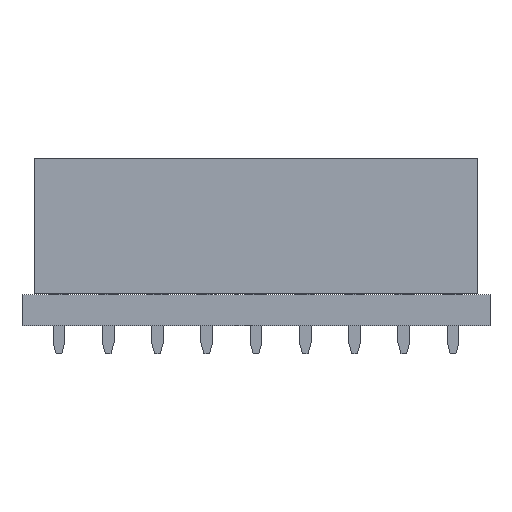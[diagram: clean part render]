
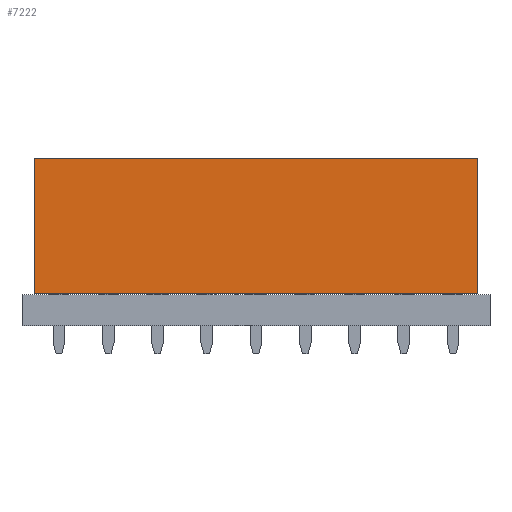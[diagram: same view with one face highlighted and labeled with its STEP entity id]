
A CAD part, left-side view. The second image highlights one B-rep face of the part: STEP entity #7222.
In plain terms, the highlighted planar face has unit normal (-1, 0, 0).
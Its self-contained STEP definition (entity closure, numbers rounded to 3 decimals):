
#3736 = PLANE('',#3737);
#3737 = AXIS2_PLACEMENT_3D('',#3738,#3739,#3740);
#3738 = CARTESIAN_POINT('',(-1.27,-21.59,0.));
#3739 = DIRECTION('',(0.,1.,0.));
#3740 = DIRECTION('',(1.,0.,0.));
#3764 = PLANE('',#3765);
#3765 = AXIS2_PLACEMENT_3D('',#3766,#3767,#3768);
#3766 = CARTESIAN_POINT('',(1.27,-21.59,7.));
#3767 = DIRECTION('',(0.,0.,-1.));
#3768 = DIRECTION('',(0.,-1.,0.));
#3792 = PLANE('',#3793);
#3793 = AXIS2_PLACEMENT_3D('',#3794,#3795,#3796);
#3794 = CARTESIAN_POINT('',(1.27,1.27,0.));
#3795 = DIRECTION('',(0.,-1.,0.));
#3796 = DIRECTION('',(-1.,0.,0.));
#3834 = VERTEX_POINT('',#3835);
#3835 = CARTESIAN_POINT('',(-1.27,-21.59,0.));
#3851 = PLANE('',#3852);
#3852 = AXIS2_PLACEMENT_3D('',#3853,#3854,#3855);
#3853 = CARTESIAN_POINT('',(1.27,-21.59,0.));
#3854 = DIRECTION('',(0.,0.,-1.));
#3855 = DIRECTION('',(0.,-1.,0.));
#3863 = EDGE_CURVE('',#3834,#3864,#3866,.T.);
#3864 = VERTEX_POINT('',#3865);
#3865 = CARTESIAN_POINT('',(-1.27,-21.59,7.));
#3866 = SURFACE_CURVE('',#3867,(#3871,#3878),.PCURVE_S1.);
#3867 = LINE('',#3868,#3869);
#3868 = CARTESIAN_POINT('',(-1.27,-21.59,0.));
#3869 = VECTOR('',#3870,1.);
#3870 = DIRECTION('',(0.,0.,1.));
#3871 = PCURVE('',#3736,#3872);
#3872 = DEFINITIONAL_REPRESENTATION('',(#3873),#3877);
#3873 = LINE('',#3874,#3875);
#3874 = CARTESIAN_POINT('',(0.,0.));
#3875 = VECTOR('',#3876,1.);
#3876 = DIRECTION('',(0.,-1.));
#3877 = ( GEOMETRIC_REPRESENTATION_CONTEXT(2) 
PARAMETRIC_REPRESENTATION_CONTEXT() REPRESENTATION_CONTEXT('2D SPACE',''
  ) );
#3878 = PCURVE('',#3879,#3884);
#3879 = PLANE('',#3880);
#3880 = AXIS2_PLACEMENT_3D('',#3881,#3882,#3883);
#3881 = CARTESIAN_POINT('',(-1.27,1.27,0.));
#3882 = DIRECTION('',(1.,0.,0.));
#3883 = DIRECTION('',(0.,-1.,0.));
#3884 = DEFINITIONAL_REPRESENTATION('',(#3885),#3889);
#3885 = LINE('',#3886,#3887);
#3886 = CARTESIAN_POINT('',(22.86,0.));
#3887 = VECTOR('',#3888,1.);
#3888 = DIRECTION('',(0.,-1.));
#3889 = ( GEOMETRIC_REPRESENTATION_CONTEXT(2) 
PARAMETRIC_REPRESENTATION_CONTEXT() REPRESENTATION_CONTEXT('2D SPACE',''
  ) );
#4046 = VERTEX_POINT('',#4047);
#4047 = CARTESIAN_POINT('',(-1.27,1.27,7.));
#4068 = EDGE_CURVE('',#4069,#4046,#4071,.T.);
#4069 = VERTEX_POINT('',#4070);
#4070 = CARTESIAN_POINT('',(-1.27,1.27,0.));
#4071 = SURFACE_CURVE('',#4072,(#4076,#4083),.PCURVE_S1.);
#4072 = LINE('',#4073,#4074);
#4073 = CARTESIAN_POINT('',(-1.27,1.27,0.));
#4074 = VECTOR('',#4075,1.);
#4075 = DIRECTION('',(0.,0.,1.));
#4076 = PCURVE('',#3792,#4077);
#4077 = DEFINITIONAL_REPRESENTATION('',(#4078),#4082);
#4078 = LINE('',#4079,#4080);
#4079 = CARTESIAN_POINT('',(2.54,0.));
#4080 = VECTOR('',#4081,1.);
#4081 = DIRECTION('',(0.,-1.));
#4082 = ( GEOMETRIC_REPRESENTATION_CONTEXT(2) 
PARAMETRIC_REPRESENTATION_CONTEXT() REPRESENTATION_CONTEXT('2D SPACE',''
  ) );
#4083 = PCURVE('',#3879,#4084);
#4084 = DEFINITIONAL_REPRESENTATION('',(#4085),#4089);
#4085 = LINE('',#4086,#4087);
#4086 = CARTESIAN_POINT('',(0.,0.));
#4087 = VECTOR('',#4088,1.);
#4088 = DIRECTION('',(0.,-1.));
#4089 = ( GEOMETRIC_REPRESENTATION_CONTEXT(2) 
PARAMETRIC_REPRESENTATION_CONTEXT() REPRESENTATION_CONTEXT('2D SPACE',''
  ) );
#4213 = EDGE_CURVE('',#4046,#3864,#4214,.T.);
#4214 = SURFACE_CURVE('',#4215,(#4219,#4226),.PCURVE_S1.);
#4215 = LINE('',#4216,#4217);
#4216 = CARTESIAN_POINT('',(-1.27,1.27,7.));
#4217 = VECTOR('',#4218,1.);
#4218 = DIRECTION('',(0.,-1.,0.));
#4219 = PCURVE('',#3764,#4220);
#4220 = DEFINITIONAL_REPRESENTATION('',(#4221),#4225);
#4221 = LINE('',#4222,#4223);
#4222 = CARTESIAN_POINT('',(-22.86,2.54));
#4223 = VECTOR('',#4224,1.);
#4224 = DIRECTION('',(1.,0.));
#4225 = ( GEOMETRIC_REPRESENTATION_CONTEXT(2) 
PARAMETRIC_REPRESENTATION_CONTEXT() REPRESENTATION_CONTEXT('2D SPACE',''
  ) );
#4226 = PCURVE('',#3879,#4227);
#4227 = DEFINITIONAL_REPRESENTATION('',(#4228),#4232);
#4228 = LINE('',#4229,#4230);
#4229 = CARTESIAN_POINT('',(0.,-7.));
#4230 = VECTOR('',#4231,1.);
#4231 = DIRECTION('',(1.,0.));
#4232 = ( GEOMETRIC_REPRESENTATION_CONTEXT(2) 
PARAMETRIC_REPRESENTATION_CONTEXT() REPRESENTATION_CONTEXT('2D SPACE',''
  ) );
#5286 = EDGE_CURVE('',#4069,#3834,#5287,.T.);
#5287 = SURFACE_CURVE('',#5288,(#5292,#5299),.PCURVE_S1.);
#5288 = LINE('',#5289,#5290);
#5289 = CARTESIAN_POINT('',(-1.27,1.27,0.));
#5290 = VECTOR('',#5291,1.);
#5291 = DIRECTION('',(0.,-1.,0.));
#5292 = PCURVE('',#3851,#5293);
#5293 = DEFINITIONAL_REPRESENTATION('',(#5294),#5298);
#5294 = LINE('',#5295,#5296);
#5295 = CARTESIAN_POINT('',(-22.86,2.54));
#5296 = VECTOR('',#5297,1.);
#5297 = DIRECTION('',(1.,0.));
#5298 = ( GEOMETRIC_REPRESENTATION_CONTEXT(2) 
PARAMETRIC_REPRESENTATION_CONTEXT() REPRESENTATION_CONTEXT('2D SPACE',''
  ) );
#5299 = PCURVE('',#3879,#5300);
#5300 = DEFINITIONAL_REPRESENTATION('',(#5301),#5305);
#5301 = LINE('',#5302,#5303);
#5302 = CARTESIAN_POINT('',(0.,0.));
#5303 = VECTOR('',#5304,1.);
#5304 = DIRECTION('',(1.,0.));
#5305 = ( GEOMETRIC_REPRESENTATION_CONTEXT(2) 
PARAMETRIC_REPRESENTATION_CONTEXT() REPRESENTATION_CONTEXT('2D SPACE',''
  ) );
#7222 = ADVANCED_FACE('',(#7223),#3879,.F.);
#7223 = FACE_BOUND('',#7224,.F.);
#7224 = EDGE_LOOP('',(#7225,#7226,#7227,#7228));
#7225 = ORIENTED_EDGE('',*,*,#4068,.T.);
#7226 = ORIENTED_EDGE('',*,*,#4213,.T.);
#7227 = ORIENTED_EDGE('',*,*,#3863,.F.);
#7228 = ORIENTED_EDGE('',*,*,#5286,.F.);
